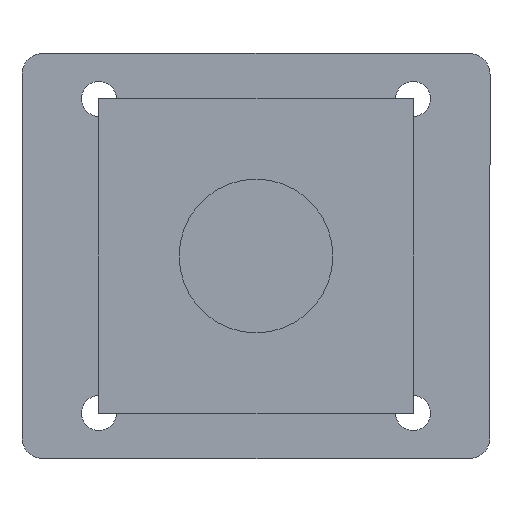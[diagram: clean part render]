
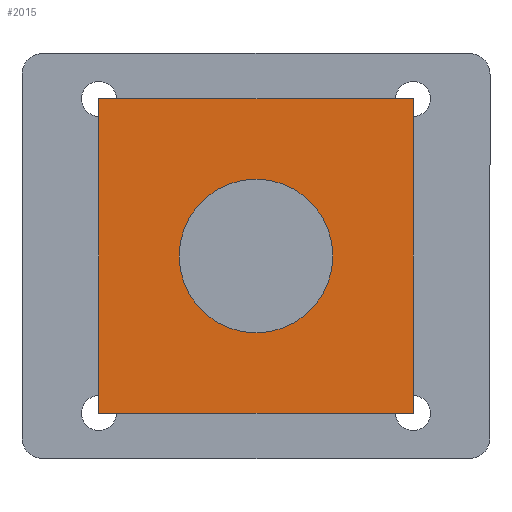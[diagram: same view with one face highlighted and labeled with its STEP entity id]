
A CAD part, front view. The second image highlights one B-rep face of the part: STEP entity #2015.
In plain terms, the highlighted planar face has unit normal (0, -1, 0).
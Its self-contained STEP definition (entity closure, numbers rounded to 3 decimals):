
#19 = VECTOR ( 'NONE', #1611, 1000. ) ;
#144 = DIRECTION ( 'NONE',  ( 0., 0., -1. ) ) ;
#210 = CARTESIAN_POINT ( 'NONE',  ( 0., 0., -11. ) ) ;
#243 = LINE ( 'NONE', #2169, #383 ) ;
#254 = FACE_BOUND ( 'NONE', #273, .T. ) ;
#273 = EDGE_LOOP ( 'NONE', ( #1889, #830 ) ) ;
#336 = EDGE_CURVE ( 'NONE', #1049, #709, #1435, .T. ) ;
#347 = CARTESIAN_POINT ( 'NONE',  ( -22.5, 0., -22.5 ) ) ;
#350 = CARTESIAN_POINT ( 'NONE',  ( 22.5, 0., -22.5 ) ) ;
#371 = ORIENTED_EDGE ( 'NONE', *, *, #1867, .F. ) ;
#383 = VECTOR ( 'NONE', #950, 1000. ) ;
#401 = CARTESIAN_POINT ( 'NONE',  ( 0., 0., 11. ) ) ;
#412 = CARTESIAN_POINT ( 'NONE',  ( -22.5, 0., 22.5 ) ) ;
#468 = ORIENTED_EDGE ( 'NONE', *, *, #725, .F. ) ;
#525 = CARTESIAN_POINT ( 'NONE',  ( 0., 0., 0. ) ) ;
#529 = LINE ( 'NONE', #552, #2122 ) ;
#552 = CARTESIAN_POINT ( 'NONE',  ( -22.5, 0., -22.5 ) ) ;
#709 = VERTEX_POINT ( 'NONE', #1423 ) ;
#725 = EDGE_CURVE ( 'NONE', #1234, #1049, #529, .T. ) ;
#727 = DIRECTION ( 'NONE',  ( 0., -1., 0. ) ) ;
#830 = ORIENTED_EDGE ( 'NONE', *, *, #1325, .F. ) ;
#869 = DIRECTION ( 'NONE',  ( -1., 0., 0. ) ) ;
#894 = AXIS2_PLACEMENT_3D ( 'NONE', #525, #727, #1772 ) ;
#914 = DIRECTION ( 'NONE',  ( 1., 0., 0. ) ) ;
#950 = DIRECTION ( 'NONE',  ( 0., 0., -1. ) ) ;
#961 = CIRCLE ( 'NONE', #894, 11. ) ;
#962 = CARTESIAN_POINT ( 'NONE',  ( 0., 0., 0. ) ) ;
#1049 = VERTEX_POINT ( 'NONE', #1818 ) ;
#1063 = VERTEX_POINT ( 'NONE', #401 ) ;
#1099 = DIRECTION ( 'NONE',  ( 0., -1., 0. ) ) ;
#1185 = CIRCLE ( 'NONE', #1584, 11. ) ;
#1204 = ORIENTED_EDGE ( 'NONE', *, *, #1943, .F. ) ;
#1234 = VERTEX_POINT ( 'NONE', #350 ) ;
#1312 = VECTOR ( 'NONE', #914, 1000. ) ;
#1325 = EDGE_CURVE ( 'NONE', #2195, #1063, #961, .T. ) ;
#1330 = DIRECTION ( 'NONE',  ( 0., 0., 1. ) ) ;
#1372 = EDGE_CURVE ( 'NONE', #1063, #2195, #1185, .T. ) ;
#1397 = EDGE_LOOP ( 'NONE', ( #1204, #371, #2223, #468 ) ) ;
#1423 = CARTESIAN_POINT ( 'NONE',  ( -22.5, 0., 22.5 ) ) ;
#1435 = LINE ( 'NONE', #347, #19 ) ;
#1468 = VERTEX_POINT ( 'NONE', #1792 ) ;
#1584 = AXIS2_PLACEMENT_3D ( 'NONE', #2088, #1099, #144 ) ;
#1611 = DIRECTION ( 'NONE',  ( 0., 0., 1. ) ) ;
#1672 = PLANE ( 'NONE',  #2236 ) ;
#1772 = DIRECTION ( 'NONE',  ( 0., 0., -1. ) ) ;
#1792 = CARTESIAN_POINT ( 'NONE',  ( 22.5, 0., 22.5 ) ) ;
#1818 = CARTESIAN_POINT ( 'NONE',  ( -22.5, 0., -22.5 ) ) ;
#1855 = FACE_OUTER_BOUND ( 'NONE', #1397, .T. ) ;
#1867 = EDGE_CURVE ( 'NONE', #709, #1468, #1972, .T. ) ;
#1889 = ORIENTED_EDGE ( 'NONE', *, *, #1372, .F. ) ;
#1943 = EDGE_CURVE ( 'NONE', #1468, #1234, #243, .T. ) ;
#1972 = LINE ( 'NONE', #412, #1312 ) ;
#1996 = DIRECTION ( 'NONE',  ( 0., 1., 0. ) ) ;
#2015 = ADVANCED_FACE ( 'NONE', ( #254, #1855 ), #1672, .F. ) ;
#2088 = CARTESIAN_POINT ( 'NONE',  ( 0., 0., 0. ) ) ;
#2122 = VECTOR ( 'NONE', #869, 1000. ) ;
#2169 = CARTESIAN_POINT ( 'NONE',  ( 22.5, 0., -22.5 ) ) ;
#2195 = VERTEX_POINT ( 'NONE', #210 ) ;
#2223 = ORIENTED_EDGE ( 'NONE', *, *, #336, .F. ) ;
#2236 = AXIS2_PLACEMENT_3D ( 'NONE', #962, #1996, #1330 ) ;
